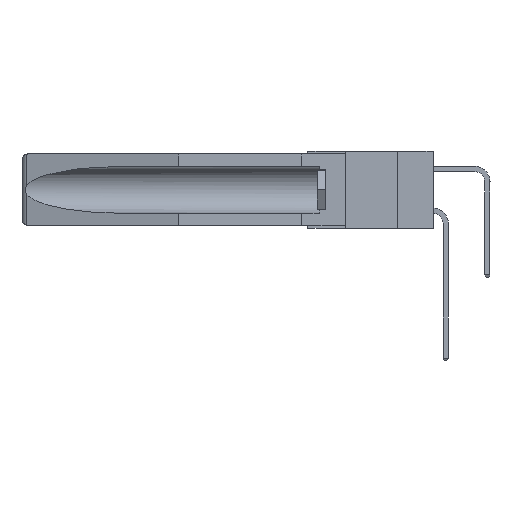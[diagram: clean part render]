
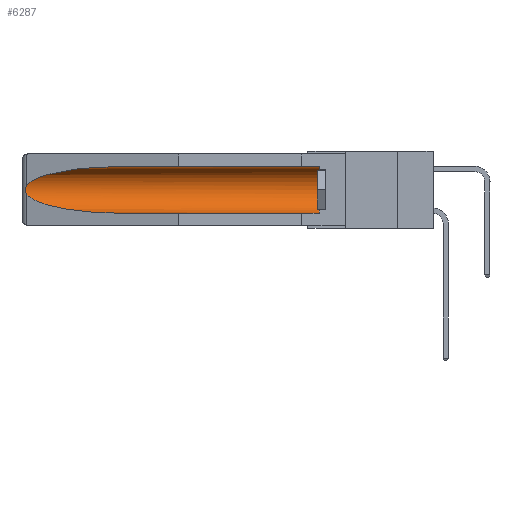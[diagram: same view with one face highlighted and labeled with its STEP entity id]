
A CAD part, left-side view. The second image highlights one B-rep face of the part: STEP entity #6287.
In plain terms, the highlighted cylindrical face has radius 2.857 mm (diameter 5.715 mm), a partial arc.
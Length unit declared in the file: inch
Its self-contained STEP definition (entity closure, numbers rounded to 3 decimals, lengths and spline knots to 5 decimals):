
#169 = AXIS2_PLACEMENT_3D ( 'NONE', #4581, #12112, #9086 ) ;
#303 = EDGE_CURVE ( 'NONE', #9737, #16750, #11469, .T. ) ;
#493 = EDGE_CURVE ( 'NONE', #4940, #13590, #16330, .T. ) ;
#1132 = CARTESIAN_POINT ( 'NONE',  ( 0.155, 1.07973, -0.059 ) ) ;
#1597 = EDGE_LOOP ( 'NONE', ( #10124, #19337, #1625, #1999, #3403, #6574 ) ) ;
#1625 = ORIENTED_EDGE ( 'NONE', *, *, #17172, .T. ) ;
#1999 = ORIENTED_EDGE ( 'NONE', *, *, #13100, .F. ) ;
#2105 = CARTESIAN_POINT ( 'NONE',  ( 0.155, 0.126, -0.059 ) ) ;
#2501 = LINE ( 'NONE', #16434, #3451 ) ;
#2811 = CARTESIAN_POINT ( 'NONE',  ( 0.26537, 1.52718, -0.14972 ) ) ;
#2932 = CARTESIAN_POINT ( 'NONE',  ( 0.26537, 1.52718, -0.14972 ) ) ;
#3403 = ORIENTED_EDGE ( 'NONE', *, *, #19140, .T. ) ;
#3451 = VECTOR ( 'NONE', #7170, 39.37008 ) ;
#4196 = CARTESIAN_POINT ( 'NONE',  ( 0.2673, 1.53269, -0.17917 ) ) ;
#4264 = CARTESIAN_POINT ( 'NONE',  ( 0.2675, 1.53308, -0.16763 ) ) ;
#4581 = CARTESIAN_POINT ( 'NONE',  ( 0.155, 0.126, -0.1715 ) ) ;
#4940 = VERTEX_POINT ( 'NONE', #2105 ) ;
#5203 = CIRCLE ( 'NONE', #169, 0.1125 ) ;
#5895 = CARTESIAN_POINT ( 'NONE',  ( 0.26537, 1.52718, -0.19328 ) ) ;
#6287 = ADVANCED_FACE ( 'NONE', ( #10419 ), #11360, .F. ) ;
#6574 = ORIENTED_EDGE ( 'NONE', *, *, #493, .T. ) ;
#7077 = VERTEX_POINT ( 'NONE', #10296 ) ;
#7093 = CARTESIAN_POINT ( 'NONE',  ( 0.26654, 1.53092, -0.15636 ) ) ;
#7150 = CARTESIAN_POINT ( 'NONE',  ( 0.26597, 1.5296, -0.19026 ) ) ;
#7170 = DIRECTION ( 'NONE',  ( 0., 1., 0. ) ) ;
#7653 = CARTESIAN_POINT ( 'NONE',  ( 0.21114, 1.30732, -0.284 ) ) ;
#7659 = DIRECTION ( 'NONE',  ( 0., 1., 0. ) ) ;
#8664 = CARTESIAN_POINT ( 'NONE',  ( 0.25451, 1.48313, -0.09465 ) ) ;
#9086 = DIRECTION ( 'NONE',  ( 0., 0., 1. ) ) ;
#9359 = CARTESIAN_POINT ( 'NONE',  ( 0.155, 1.07973, -0.059 ) ) ;
#9544 =( BOUNDED_CURVE ( )  B_SPLINE_CURVE ( 3, ( #1132, #17606, #8664, #13159 ),
 .UNSPECIFIED., .F., .F. ) 
 B_SPLINE_CURVE_WITH_KNOTS ( ( 4, 4 ),
 ( 4.71239, 6.08839 ),
 .UNSPECIFIED. ) 
 CURVE ( )  GEOMETRIC_REPRESENTATION_ITEM ( )  RATIONAL_B_SPLINE_CURVE ( ( 1., 0.848, 0.848, 1. ) ) 
 REPRESENTATION_ITEM ( '' )  );
#9737 = VERTEX_POINT ( 'NONE', #2932 ) ;
#9901 = CARTESIAN_POINT ( 'NONE',  ( 0.155, -0.30754, -0.059 ) ) ;
#10124 = ORIENTED_EDGE ( 'NONE', *, *, #19277, .T. ) ;
#10296 = CARTESIAN_POINT ( 'NONE',  ( 0.155, 0.126, -0.284 ) ) ;
#10339 = CARTESIAN_POINT ( 'NONE',  ( 0.2673, 1.5327, -0.16383 ) ) ;
#10419 = FACE_OUTER_BOUND ( 'NONE', #1597, .T. ) ;
#11360 = CYLINDRICAL_SURFACE ( 'NONE', #14397, 0.1125 ) ;
#11469 = B_SPLINE_CURVE_WITH_KNOTS ( 'NONE', 3,
 ( #2811, #19275, #7093, #10339, #4264, #14689, #4196, #14751, #7150, #16350 ),
 .UNSPECIFIED., .F., .F.,
 ( 4, 2, 2, 2, 4 ),
 ( 0., 0.00029, 0.00058, 0.00087, 0.00117 ),
 .UNSPECIFIED. ) ;
#12112 = DIRECTION ( 'NONE',  ( 0., -1., 0. ) ) ;
#12293 = CARTESIAN_POINT ( 'NONE',  ( 0.155, -0.30754, -0.1715 ) ) ;
#13100 = EDGE_CURVE ( 'NONE', #7077, #17403, #2501, .T. ) ;
#13159 = CARTESIAN_POINT ( 'NONE',  ( 0.26537, 1.52718, -0.14972 ) ) ;
#13472 = CARTESIAN_POINT ( 'NONE',  ( 0.25451, 1.48313, -0.24835 ) ) ;
#13590 = VERTEX_POINT ( 'NONE', #9359 ) ;
#13897 =( BOUNDED_CURVE ( )  B_SPLINE_CURVE ( 3, ( #5895, #13472, #7653, #16388 ),
 .UNSPECIFIED., .F., .F. ) 
 B_SPLINE_CURVE_WITH_KNOTS ( ( 4, 4 ),
 ( 0.1948, 1.5708 ),
 .UNSPECIFIED. ) 
 CURVE ( )  GEOMETRIC_REPRESENTATION_ITEM ( )  RATIONAL_B_SPLINE_CURVE ( ( 1., 0.848, 0.848, 1. ) ) 
 REPRESENTATION_ITEM ( '' )  );
#14285 = VECTOR ( 'NONE', #17496, 39.37008 ) ;
#14397 = AXIS2_PLACEMENT_3D ( 'NONE', #12293, #7659, #15042 ) ;
#14689 = CARTESIAN_POINT ( 'NONE',  ( 0.2675, 1.53308, -0.17534 ) ) ;
#14751 = CARTESIAN_POINT ( 'NONE',  ( 0.26655, 1.53094, -0.18657 ) ) ;
#15042 = DIRECTION ( 'NONE',  ( 0., 0., 1. ) ) ;
#16306 = CARTESIAN_POINT ( 'NONE',  ( 0.155, 1.07973, -0.284 ) ) ;
#16330 = LINE ( 'NONE', #9901, #14285 ) ;
#16350 = CARTESIAN_POINT ( 'NONE',  ( 0.26537, 1.52718, -0.19328 ) ) ;
#16388 = CARTESIAN_POINT ( 'NONE',  ( 0.155, 1.07973, -0.284 ) ) ;
#16434 = CARTESIAN_POINT ( 'NONE',  ( 0.155, -0.30754, -0.284 ) ) ;
#16750 = VERTEX_POINT ( 'NONE', #17864 ) ;
#17172 = EDGE_CURVE ( 'NONE', #16750, #17403, #13897, .T. ) ;
#17403 = VERTEX_POINT ( 'NONE', #16306 ) ;
#17496 = DIRECTION ( 'NONE',  ( 0., 1., 0. ) ) ;
#17606 = CARTESIAN_POINT ( 'NONE',  ( 0.21114, 1.30732, -0.059 ) ) ;
#17864 = CARTESIAN_POINT ( 'NONE',  ( 0.26537, 1.52718, -0.19328 ) ) ;
#19140 = EDGE_CURVE ( 'NONE', #7077, #4940, #5203, .T. ) ;
#19275 = CARTESIAN_POINT ( 'NONE',  ( 0.26597, 1.52961, -0.15275 ) ) ;
#19277 = EDGE_CURVE ( 'NONE', #13590, #9737, #9544, .T. ) ;
#19337 = ORIENTED_EDGE ( 'NONE', *, *, #303, .T. ) ;
